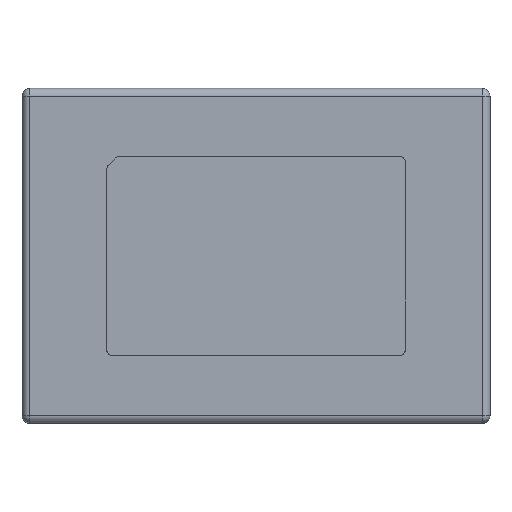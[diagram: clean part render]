
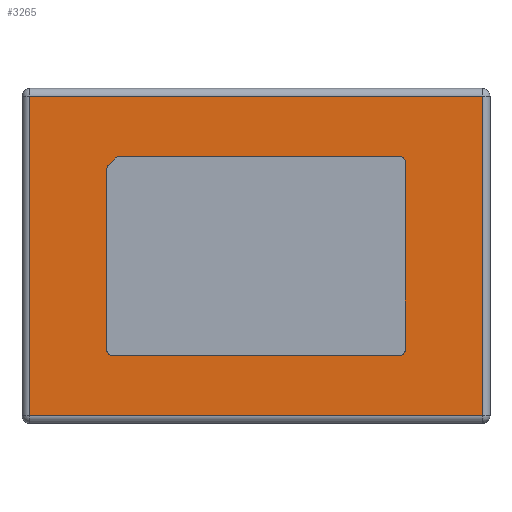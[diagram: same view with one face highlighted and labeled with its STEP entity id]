
A CAD part, top view. The second image highlights one B-rep face of the part: STEP entity #3265.
In plain terms, the highlighted planar face has unit normal (0, 0, 1).
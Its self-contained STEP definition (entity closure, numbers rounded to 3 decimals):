
#171=PLANE('',#3523);
#339=FACE_OUTER_BOUND('',#540,.T.);
#540=EDGE_LOOP('',(#2675,#2676,#2677,#2678));
#877=LINE('',#5117,#1221);
#881=LINE('',#5133,#1225);
#883=LINE('',#5136,#1227);
#885=LINE('',#5139,#1229);
#1221=VECTOR('',#4143,61.);
#1225=VECTOR('',#4161,86.4);
#1227=VECTOR('',#4165,61.);
#1229=VECTOR('',#4169,86.4);
#1618=VERTEX_POINT('',#5079);
#1623=VERTEX_POINT('',#5092);
#1628=VERTEX_POINT('',#5105);
#1633=VERTEX_POINT('',#5121);
#2015=EDGE_CURVE('',#1618,#1628,#877,.T.);
#2023=EDGE_CURVE('',#1628,#1633,#881,.T.);
#2025=EDGE_CURVE('',#1633,#1623,#883,.T.);
#2027=EDGE_CURVE('',#1623,#1618,#885,.T.);
#2675=ORIENTED_EDGE('',*,*,#2015,.F.);
#2676=ORIENTED_EDGE('',*,*,#2027,.F.);
#2677=ORIENTED_EDGE('',*,*,#2025,.F.);
#2678=ORIENTED_EDGE('',*,*,#2023,.F.);
#3265=ADVANCED_FACE('',(#339),#171,.T.);
#3523=AXIS2_PLACEMENT_3D('',#5145,#4177,#4178);
#4143=DIRECTION('',(0.,1.,0.));
#4161=DIRECTION('',(1.,0.,0.));
#4165=DIRECTION('',(0.,-1.,0.));
#4169=DIRECTION('',(-1.,0.,0.));
#4177=DIRECTION('center_axis',(0.,0.,1.));
#4178=DIRECTION('ref_axis',(0.,-1.,0.));
#5079=CARTESIAN_POINT('',(-43.2,-30.5,22.15));
#5092=CARTESIAN_POINT('',(43.2,-30.5,22.15));
#5105=CARTESIAN_POINT('',(-43.2,30.5,22.15));
#5117=CARTESIAN_POINT('',(-43.2,16.,22.15));
#5121=CARTESIAN_POINT('',(43.2,30.5,22.15));
#5133=CARTESIAN_POINT('',(22.35,30.5,22.15));
#5136=CARTESIAN_POINT('',(43.2,-16.,22.15));
#5139=CARTESIAN_POINT('',(-22.35,-30.5,22.15));
#5145=CARTESIAN_POINT('Origin',(0.,0.,
22.15));
